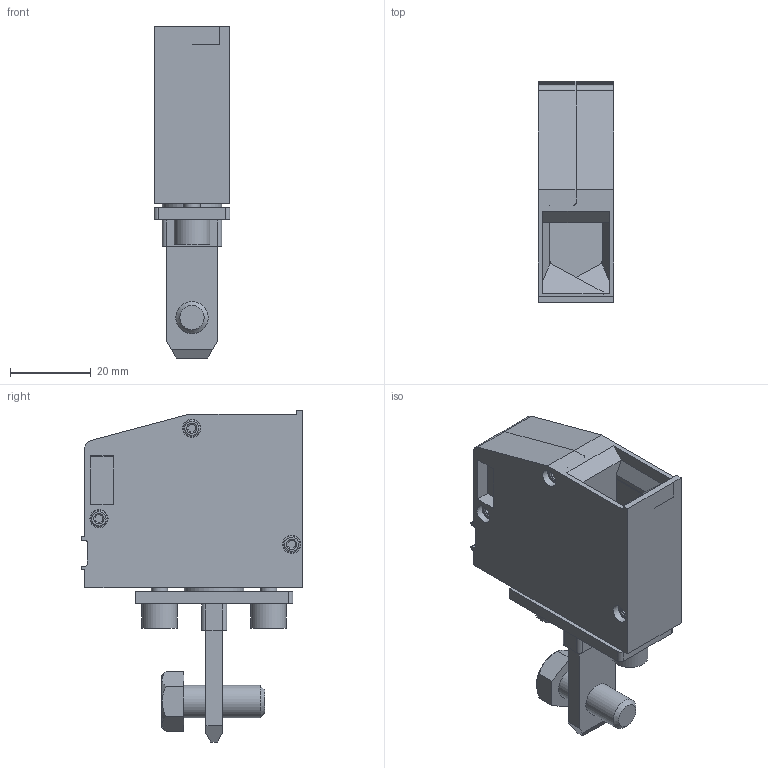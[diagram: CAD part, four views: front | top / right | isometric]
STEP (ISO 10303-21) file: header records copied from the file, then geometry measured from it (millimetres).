
FILE_DESCRIPTION(('STEP AP214'),'1');
FILE_NAME('MPT5018.stp','2024-02-19T09:50:19',(' '),(' '),'Spatial InterOp 3D',' ',' ');
FILE_SCHEMA(('AUTOMOTIVE_DESIGN { 1 0 10303 214 1 1 1 1 }'));
Length unit declared in the file: metre
Products named in the file (1): 1708336628
Bounding box: 18.8 x 54.93 x 82.2 mm (x, y, z)
Volume: 42104.2 mm3; surface area: 16552.4 mm2
Topology: 1 solids, 1 shells, 365 faces, 942 edges, 617 vertices
Faces by surface type: plane 255, cylinder 92, torus 14, cone 4
Full cylindrical faces by diameter (mm): 2 x6, 2.5 x3, 4 x8, 4.1 x2, 4.5 x6, 7 x2, 7.2 x2, 8 x2, 8.8 x2, 10 x1, 10.3 x1, 14.8 x1
Entity records: 13607 total; most frequent: CARTESIAN_POINT 1894, DIRECTION 1799, ORIENTED_EDGE 1738, EDGE_CURVE 869, LINE 647, VECTOR 647, VERTEX_POINT 598, AXIS2_PLACEMENT_3D 576
